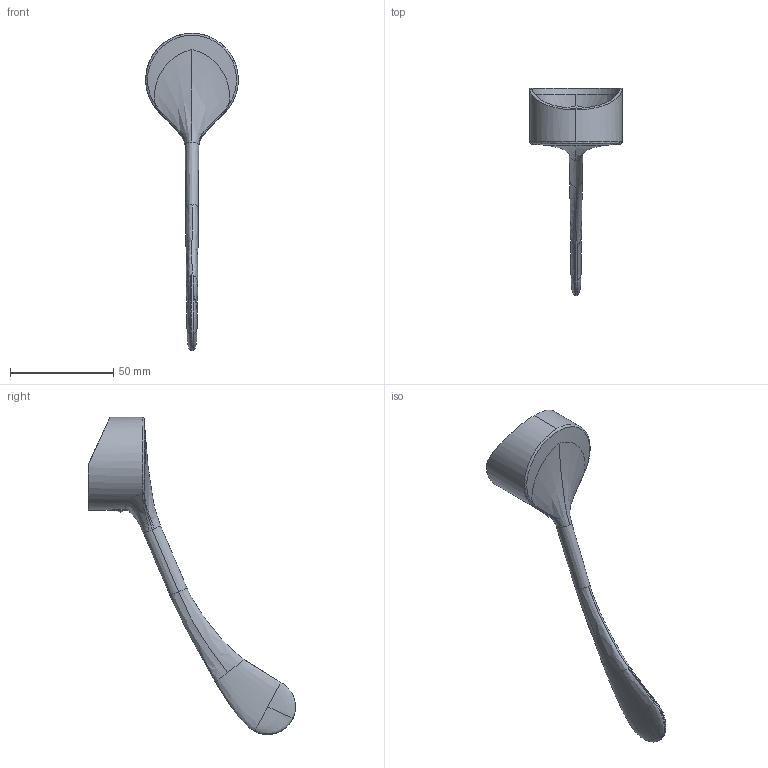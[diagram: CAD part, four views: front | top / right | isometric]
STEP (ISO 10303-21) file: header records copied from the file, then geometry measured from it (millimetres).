
FILE_DESCRIPTION(/* description */ (''),/* implementation_level */ '2;1');
FILE_NAME(/* name */ 'STEP - 5Y0410600CP0BFUC_2267351',/* time_stamp */ '2024-11-27T08:14:20+11:00',/* author */ (''),/* organization */ (''),/* preprocessor_version */ 'ST-DEVELOPER v16.5',/* originating_system */ 'Rhino 7.37',/* authorisation */ '');
FILE_SCHEMA (('AUTOMOTIVE_DESIGN'));
Length unit declared in the file: millimetre
Products named in the file (6): Document; 5Y0410600CP0_ASM; 5L0P0036CP3; 5T0F0149NT1; 5C0131100CP0A0_ASM5; 5C0131100CP02
Assembly tree (5 placements, depth 4):
  Document
    5Y0410600CP0_ASM
      5L0P0036CP3
      5T0F0149NT1
      5C0131100CP0A0_ASM5
        5C0131100CP02
Bounding box: 44.99 x 100.5 x 154 mm (x, y, z)
Volume: 20254.9 mm3; surface area: 15602.3 mm2
Topology: 3 solids, 3 shells, 640 faces, 1686 edges, 1074 vertices
Faces by surface type: bspline 349, plane 211, cylinder 80
Entity records: 30492 total; most frequent: CARTESIAN_POINT 19683, ORIENTED_EDGE 3352, EDGE_CURVE 1676, B_SPLINE_CURVE_WITH_KNOTS 1462, VERTEX_POINT 1074, EDGE_LOOP 676, ADVANCED_FACE 640, FACE_OUTER_BOUND 640
